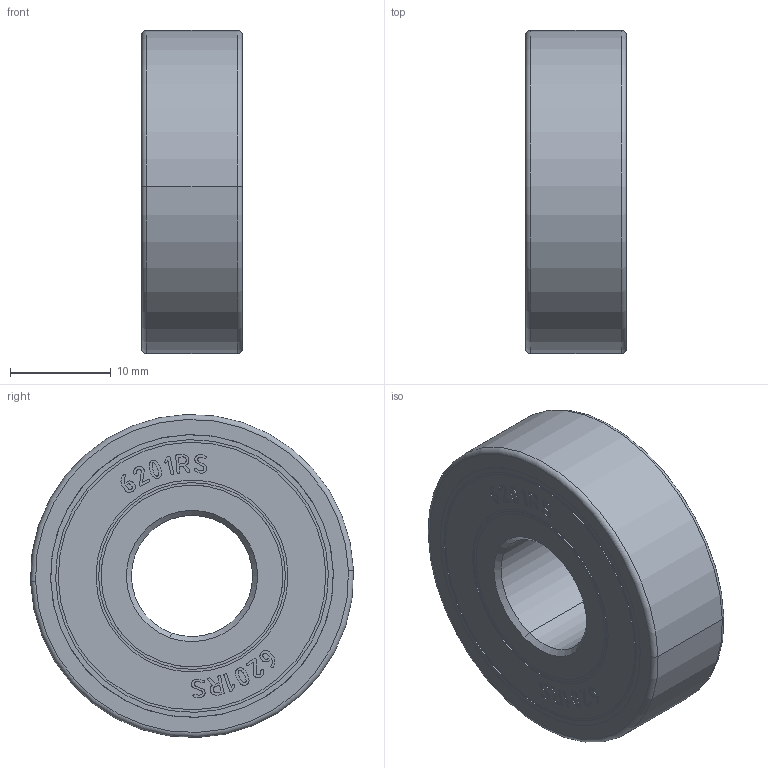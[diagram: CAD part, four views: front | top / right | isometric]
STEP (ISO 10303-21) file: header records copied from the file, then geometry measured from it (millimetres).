
FILE_DESCRIPTION (( 'STEP AP203' ), '1' );
FILE_NAME ('Assy Bearing 6201RS.STEP', '2022-02-24T15:40:56', ( '' ), ( '' ), 'SwSTEP 2.0', 'SolidWorks 2018', '' );
FILE_SCHEMA (( 'CONFIG_CONTROL_DESIGN' ));
Length unit declared in the file: millimetre
Products named in the file (7): 1. outer; 5. cover; 2. inner; 3. ball; 4. cage; Assy Bearing 6201RS; Rivet
Assembly tree (20 placements, depth 2):
  Assy Bearing 6201RS
    2. inner
    3. ball  x7
    4. cage  x2
    1. outer
    Rivet  x7
    5. cover  x2
Bounding box: 10 x 31.98 x 31.98 mm (x, y, z)
Volume: 4741.5 mm3; surface area: 6771.9 mm2
Topology: 20 solids, 20 shells, 734 faces, 2085 edges, 1391 vertices
Faces by surface type: bspline 314, plane 196, cylinder 90, torus 74, sphere 56, cone 4
Entity records: 18872 total; most frequent: CARTESIAN_POINT 9614, ORIENTED_EDGE 1950, DIRECTION 1237, EDGE_CURVE 975, VERTEX_POINT 646, AXIS2_PLACEMENT_3D 439, EDGE_LOOP 411, B_SPLINE_CURVE_WITH_KNOTS 408
